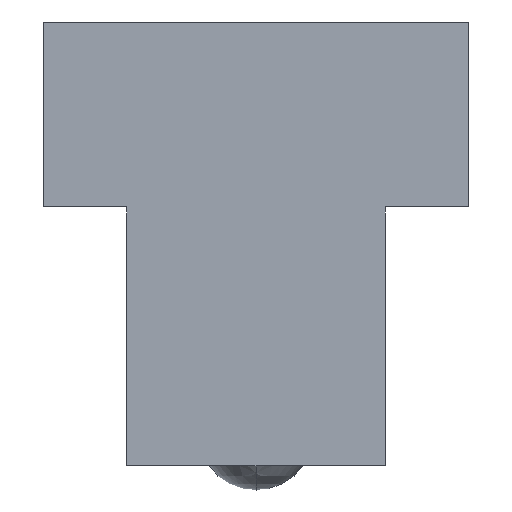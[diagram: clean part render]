
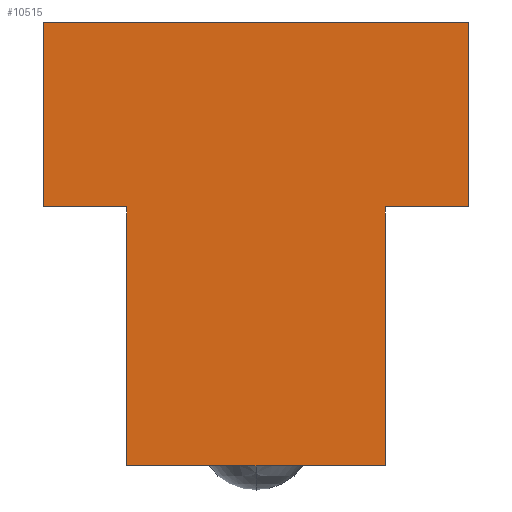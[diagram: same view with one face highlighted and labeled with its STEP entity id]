
A CAD part, front view. The second image highlights one B-rep face of the part: STEP entity #10515.
In plain terms, the highlighted planar face has unit normal (0, -1, 0).
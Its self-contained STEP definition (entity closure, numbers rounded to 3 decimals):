
#2=DIRECTION('',(1.,0.,0.));
#3=VECTOR('',#2,46.);
#4=CARTESIAN_POINT('',(-23.,0.,0.));
#5=LINE('',#4,#3);
#6=DIRECTION('',(0.,0.,-1.));
#7=VECTOR('',#6,20.);
#8=CARTESIAN_POINT('',(23.,0.,0.));
#9=LINE('',#8,#7);
#10=DIRECTION('',(-1.,0.,0.));
#11=VECTOR('',#10,9.);
#12=CARTESIAN_POINT('',(23.,0.,-20.));
#13=LINE('',#12,#11);
#14=DIRECTION('',(0.,0.,-1.));
#15=VECTOR('',#14,28.);
#16=CARTESIAN_POINT('',(14.,0.,-20.));
#17=LINE('',#16,#15);
#18=DIRECTION('',(-1.,0.,0.));
#19=VECTOR('',#18,28.);
#20=CARTESIAN_POINT('',(14.,0.,-48.));
#21=LINE('',#20,#19);
#22=DIRECTION('',(0.,0.,1.));
#23=VECTOR('',#22,28.);
#24=CARTESIAN_POINT('',(-14.,0.,-48.));
#25=LINE('',#24,#23);
#26=DIRECTION('',(-1.,0.,0.));
#27=VECTOR('',#26,9.);
#28=CARTESIAN_POINT('',(-14.,0.,-20.));
#29=LINE('',#28,#27);
#30=DIRECTION('',(0.,0.,1.));
#31=VECTOR('',#30,20.);
#32=CARTESIAN_POINT('',(-23.,0.,-20.));
#33=LINE('',#32,#31);
#7934=CARTESIAN_POINT('',(-23.,0.,0.));
#7935=CARTESIAN_POINT('',(23.,0.,0.));
#7936=VERTEX_POINT('',#7934);
#7937=VERTEX_POINT('',#7935);
#7938=CARTESIAN_POINT('',(23.,0.,-20.));
#7939=VERTEX_POINT('',#7938);
#7940=CARTESIAN_POINT('',(14.,0.,-20.));
#7941=VERTEX_POINT('',#7940);
#7942=CARTESIAN_POINT('',(14.,0.,-48.));
#7943=VERTEX_POINT('',#7942);
#7944=CARTESIAN_POINT('',(-14.,0.,-48.));
#7945=VERTEX_POINT('',#7944);
#7946=CARTESIAN_POINT('',(-14.,0.,-20.));
#7947=VERTEX_POINT('',#7946);
#7948=CARTESIAN_POINT('',(-23.,0.,-20.));
#7949=VERTEX_POINT('',#7948);
#10492=CARTESIAN_POINT('',(0.,0.,0.));
#10493=DIRECTION('',(0.,1.,0.));
#10494=DIRECTION('',(1.,0.,0.));
#10495=AXIS2_PLACEMENT_3D('',#10492,#10493,#10494);
#10496=PLANE('',#10495);
#10498=ORIENTED_EDGE('',*,*,#10497,.T.);
#10500=ORIENTED_EDGE('',*,*,#10499,.T.);
#10502=ORIENTED_EDGE('',*,*,#10501,.T.);
#10504=ORIENTED_EDGE('',*,*,#10503,.T.);
#10506=ORIENTED_EDGE('',*,*,#10505,.T.);
#10508=ORIENTED_EDGE('',*,*,#10507,.T.);
#10510=ORIENTED_EDGE('',*,*,#10509,.T.);
#10512=ORIENTED_EDGE('',*,*,#10511,.T.);
#10513=EDGE_LOOP('',(#10498,#10500,#10502,#10504,#10506,#10508,#10510,#10512));
#10514=FACE_OUTER_BOUND('',#10513,.F.);
#10497=EDGE_CURVE('',#7936,#7937,#5,.T.);
#10499=EDGE_CURVE('',#7937,#7939,#9,.T.);
#10501=EDGE_CURVE('',#7939,#7941,#13,.T.);
#10503=EDGE_CURVE('',#7941,#7943,#17,.T.);
#10505=EDGE_CURVE('',#7943,#7945,#21,.T.);
#10507=EDGE_CURVE('',#7945,#7947,#25,.T.);
#10509=EDGE_CURVE('',#7947,#7949,#29,.T.);
#10511=EDGE_CURVE('',#7949,#7936,#33,.T.);
#10515=ADVANCED_FACE('',(#10514),#10496,.F.);
